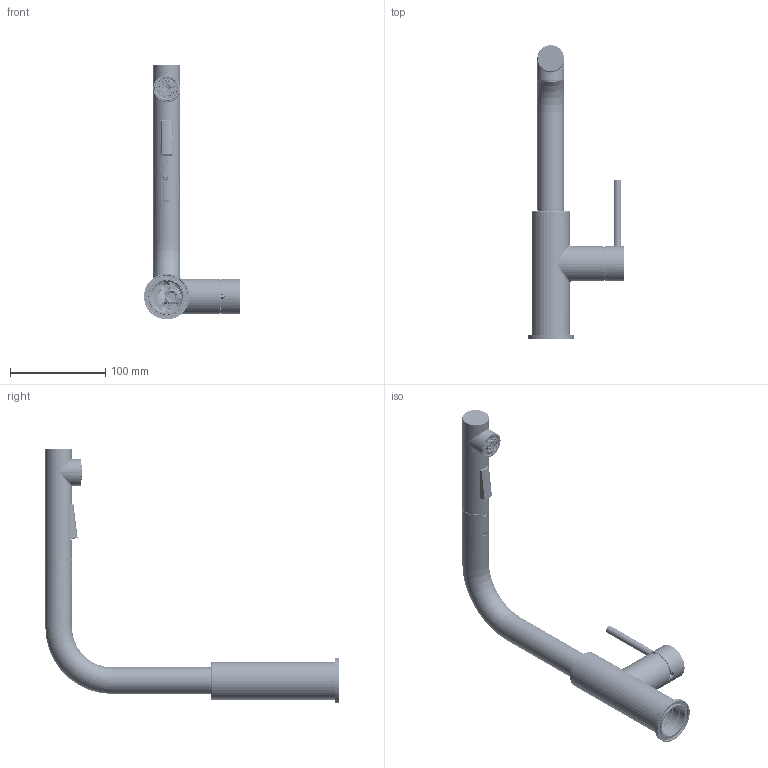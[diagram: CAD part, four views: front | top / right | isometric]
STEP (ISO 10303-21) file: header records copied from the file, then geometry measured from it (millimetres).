
FILE_DESCRIPTION(('STEP AP214'),'1');
FILE_NAME('5025035+5025036_Namor 4 Fenster.STP','2025-10-06T14:16:33',(' '),(' '),'Spatial InterOp 3D',' ',' ');
FILE_SCHEMA(('AUTOMOTIVE_DESIGN { 1 0 10303 214 1 1 1 1 }'));
Length unit declared in the file: millimetre
Products named in the file (66): ASSEM1; 5025035+5025036_Namor 4 Fenster
Assembly tree (65 placements, depth 3):
  5025035+5025036_Namor 4 Fenster
    (unnamed)
      ASSEM1
      (unnamed)
      (unnamed)
      (unnamed)
      (unnamed)
      (unnamed)
      (unnamed)
      (unnamed)
      (unnamed)
      (unnamed)
      (unnamed)
      (unnamed)
      (unnamed)
      (unnamed)
      (unnamed)
      (unnamed)
      (unnamed)
      (unnamed)
      (unnamed)
      (unnamed)
      (unnamed)
      (unnamed)
      (unnamed)
      (unnamed)
      (unnamed)
      (unnamed)
      (unnamed)
      (unnamed)
      (unnamed)
      (unnamed)
      (unnamed)
      (unnamed)
      (unnamed)
      (unnamed)
      (unnamed)
      (unnamed)
      (unnamed)
      (unnamed)
      (unnamed)
      (unnamed)
      (unnamed)
      (unnamed)
      (unnamed)
      (unnamed)
      (unnamed)
      (unnamed)
      (unnamed)
      (unnamed)
      (unnamed)
      (unnamed)
      (unnamed)
      (unnamed)
      (unnamed)
      (unnamed)
      (unnamed)
      (unnamed)
      (unnamed)
      (unnamed)
Bounding box: 101.15 x 308.47 x 268 mm (x, y, z)
Volume: 176869.6 mm3; surface area: 218761 mm2
Topology: 46 solids, 68 shells, 5836 faces, 15833 edges, 9984 vertices
Faces by surface type: plane 1866, cylinder 1749, cone 792, torus 751, bspline 607, sphere 67, extrusion 4
Entity records: 280381 total; most frequent: CARTESIAN_POINT 136775, ORIENTED_EDGE 31410, DIRECTION 27332, EDGE_CURVE 15751, AXIS2_PLACEMENT_3D 10444, VERTEX_POINT 9983, EDGE_LOOP 6840, VECTOR 6444
